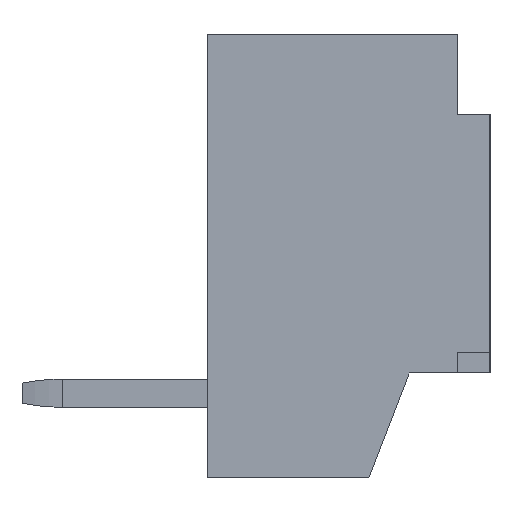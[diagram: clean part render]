
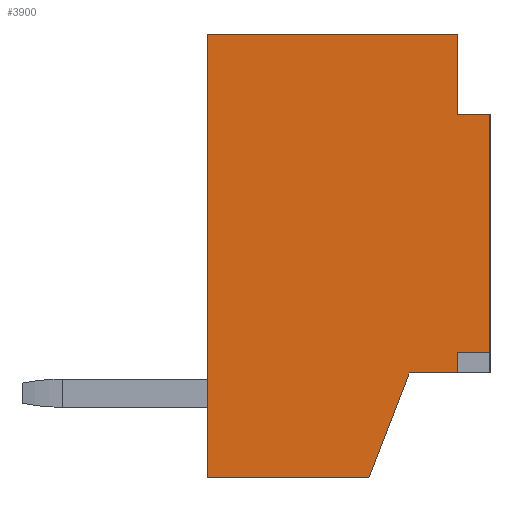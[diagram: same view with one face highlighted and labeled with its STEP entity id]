
A CAD part, left-side view. The second image highlights one B-rep face of the part: STEP entity #3900.
In plain terms, the highlighted planar face has unit normal (-1, 0, 0).
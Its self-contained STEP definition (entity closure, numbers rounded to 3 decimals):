
#9=DIRECTION('',(0.,-1.,0.));
#10=VECTOR('',#9,2.);
#11=CARTESIAN_POINT('',(-5.25,1.75,-2.75));
#12=LINE('',#11,#10);
#25=DIRECTION('',(0.,0.,1.));
#26=VECTOR('',#25,0.25);
#27=CARTESIAN_POINT('',(-5.25,-1.35,-1.45));
#28=LINE('',#27,#26);
#29=DIRECTION('',(0.,1.,0.));
#30=VECTOR('',#29,0.6);
#31=CARTESIAN_POINT('',(-5.25,-1.35,-1.45));
#32=LINE('',#31,#30);
#33=DIRECTION('',(0.,-0.359,0.933));
#34=VECTOR('',#33,1.393);
#35=CARTESIAN_POINT('',(-5.25,-0.25,-2.75));
#36=LINE('',#35,#34);
#37=DIRECTION('',(0.,0.,1.));
#38=VECTOR('',#37,5.5);
#39=CARTESIAN_POINT('',(-5.25,1.75,-2.75));
#40=LINE('',#39,#38);
#41=DIRECTION('',(0.,0.,-1.));
#42=VECTOR('',#41,1.);
#43=CARTESIAN_POINT('',(-5.25,-1.35,2.75));
#44=LINE('',#43,#42);
#45=DIRECTION('',(0.,1.,0.));
#46=VECTOR('',#45,0.4);
#47=CARTESIAN_POINT('',(-5.25,-1.75,1.75));
#48=LINE('',#47,#46);
#49=DIRECTION('',(0.,1.,0.));
#50=VECTOR('',#49,0.4);
#51=CARTESIAN_POINT('',(-5.25,-1.75,-1.2));
#52=LINE('',#51,#50);
#173=DIRECTION('',(0.,0.,1.));
#174=VECTOR('',#173,2.95);
#175=CARTESIAN_POINT('',(-5.25,-1.75,-1.2));
#176=LINE('',#175,#174);
#265=DIRECTION('',(0.,-1.,0.));
#266=VECTOR('',#265,3.1);
#267=CARTESIAN_POINT('',(-5.25,1.75,2.75));
#268=LINE('',#267,#266);
#2925=CARTESIAN_POINT('',(-5.25,1.75,-2.75));
#2926=CARTESIAN_POINT('',(-5.25,1.75,2.75));
#2927=VERTEX_POINT('',#2925);
#2928=VERTEX_POINT('',#2926);
#2957=CARTESIAN_POINT('',(-5.25,-1.75,1.75));
#2958=CARTESIAN_POINT('',(-5.25,-1.35,1.75));
#2959=VERTEX_POINT('',#2957);
#2960=VERTEX_POINT('',#2958);
#2973=CARTESIAN_POINT('',(-5.25,-1.35,2.75));
#2974=VERTEX_POINT('',#2973);
#3469=CARTESIAN_POINT('',(-5.25,-0.25,-2.75));
#3471=VERTEX_POINT('',#3469);
#3477=CARTESIAN_POINT('',(-5.25,-0.75,-1.45));
#3478=VERTEX_POINT('',#3477);
#3585=CARTESIAN_POINT('',(-5.25,-1.35,-1.45));
#3586=CARTESIAN_POINT('',(-5.25,-1.35,-1.2));
#3587=VERTEX_POINT('',#3585);
#3588=VERTEX_POINT('',#3586);
#3589=CARTESIAN_POINT('',(-5.25,-1.75,-1.2));
#3590=VERTEX_POINT('',#3589);
#3875=CARTESIAN_POINT('',(-5.25,1.75,-2.75));
#3876=DIRECTION('',(-1.,0.,0.));
#3877=DIRECTION('',(0.,-1.,0.));
#3878=AXIS2_PLACEMENT_3D('',#3875,#3876,#3877);
#3879=PLANE('',#3878);
#3881=ORIENTED_EDGE('',*,*,#3880,.F.);
#3883=ORIENTED_EDGE('',*,*,#3882,.T.);
#3884=ORIENTED_EDGE('',*,*,#3851,.F.);
#3885=ORIENTED_EDGE('',*,*,#3824,.F.);
#3887=ORIENTED_EDGE('',*,*,#3886,.T.);
#3889=ORIENTED_EDGE('',*,*,#3888,.T.);
#3891=ORIENTED_EDGE('',*,*,#3890,.T.);
#3893=ORIENTED_EDGE('',*,*,#3892,.F.);
#3895=ORIENTED_EDGE('',*,*,#3894,.F.);
#3897=ORIENTED_EDGE('',*,*,#3896,.T.);
#3898=EDGE_LOOP('',(#3881,#3883,#3884,#3885,#3887,#3889,#3891,#3893,#3895,
#3897));
#3899=FACE_OUTER_BOUND('',#3898,.F.);
#3900=ADVANCED_FACE('',(#3899),#3879,.T.);
#3824=EDGE_CURVE('',#2927,#3471,#12,.T.);
#3851=EDGE_CURVE('',#3471,#3478,#36,.T.);
#3880=EDGE_CURVE('',#3587,#3588,#28,.T.);
#3882=EDGE_CURVE('',#3587,#3478,#32,.T.);
#3886=EDGE_CURVE('',#2927,#2928,#40,.T.);
#3888=EDGE_CURVE('',#2928,#2974,#268,.T.);
#3890=EDGE_CURVE('',#2974,#2960,#44,.T.);
#3892=EDGE_CURVE('',#2959,#2960,#48,.T.);
#3894=EDGE_CURVE('',#3590,#2959,#176,.T.);
#3896=EDGE_CURVE('',#3590,#3588,#52,.T.);
